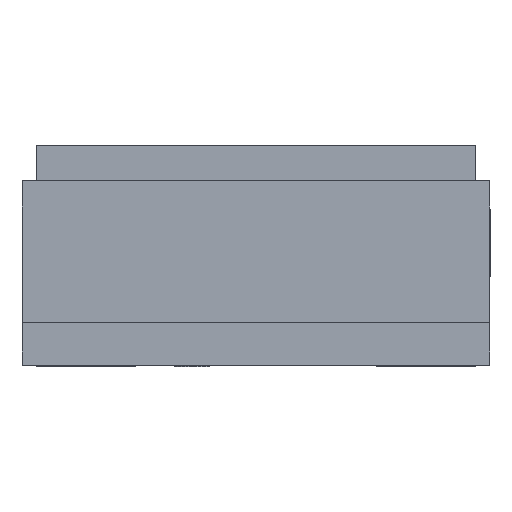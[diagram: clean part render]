
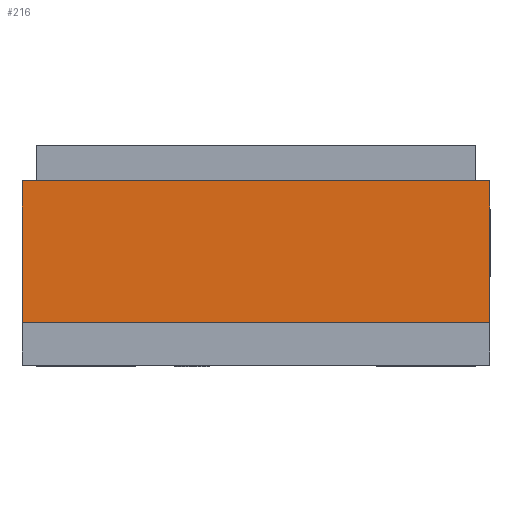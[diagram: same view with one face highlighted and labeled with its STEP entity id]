
A CAD part, front view. The second image highlights one B-rep face of the part: STEP entity #216.
In plain terms, the highlighted planar face has unit normal (0, -1, 0).
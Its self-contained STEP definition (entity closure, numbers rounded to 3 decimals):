
#119 = VERTEX_POINT('',#120);
#120 = CARTESIAN_POINT('',(1.65,-2.8,0.31
    ));
#137 = VERTEX_POINT('',#138);
#138 = CARTESIAN_POINT('',(1.65,-2.8,1.31
    ));
#144 = EDGE_CURVE('',#137,#119,#145,.T.);
#145 = LINE('',#146,#147);
#146 = CARTESIAN_POINT('',(1.65,-2.8,1.31
    ));
#147 = VECTOR('',#148,1.);
#148 = DIRECTION('',(-0.,-0.,-1.));
#190 = VERTEX_POINT('',#191);
#191 = CARTESIAN_POINT('',(-1.65,-2.8,
    0.31));
#197 = EDGE_CURVE('',#198,#190,#200,.T.);
#198 = VERTEX_POINT('',#199);
#199 = CARTESIAN_POINT('',(-1.65,-2.8,
    1.31));
#200 = LINE('',#201,#202);
#201 = CARTESIAN_POINT('',(-1.65,-2.8,
    1.31));
#202 = VECTOR('',#203,1.);
#203 = DIRECTION('',(-0.,-0.,-1.));
#216 = ADVANCED_FACE('',(#217),#233,.F.);
#217 = FACE_BOUND('',#218,.T.);
#218 = EDGE_LOOP('',(#219,#225,#226,#232));
#219 = ORIENTED_EDGE('',*,*,#220,.T.);
#220 = EDGE_CURVE('',#190,#119,#221,.T.);
#221 = LINE('',#222,#223);
#222 = CARTESIAN_POINT('',(-1.65,-2.8,
    0.31));
#223 = VECTOR('',#224,1.);
#224 = DIRECTION('',(1.,0.,0.));
#225 = ORIENTED_EDGE('',*,*,#144,.F.);
#226 = ORIENTED_EDGE('',*,*,#227,.F.);
#227 = EDGE_CURVE('',#198,#137,#228,.T.);
#228 = LINE('',#229,#230);
#229 = CARTESIAN_POINT('',(-1.65,-2.8,
    1.31));
#230 = VECTOR('',#231,1.);
#231 = DIRECTION('',(1.,0.,0.));
#232 = ORIENTED_EDGE('',*,*,#197,.T.);
#233 = PLANE('',#234);
#234 = AXIS2_PLACEMENT_3D('',#235,#236,#237);
#235 = CARTESIAN_POINT('',(-1.65,-2.8,
    1.31));
#236 = DIRECTION('',(0.,1.,0.));
#237 = DIRECTION('',(0.,-0.,1.));
